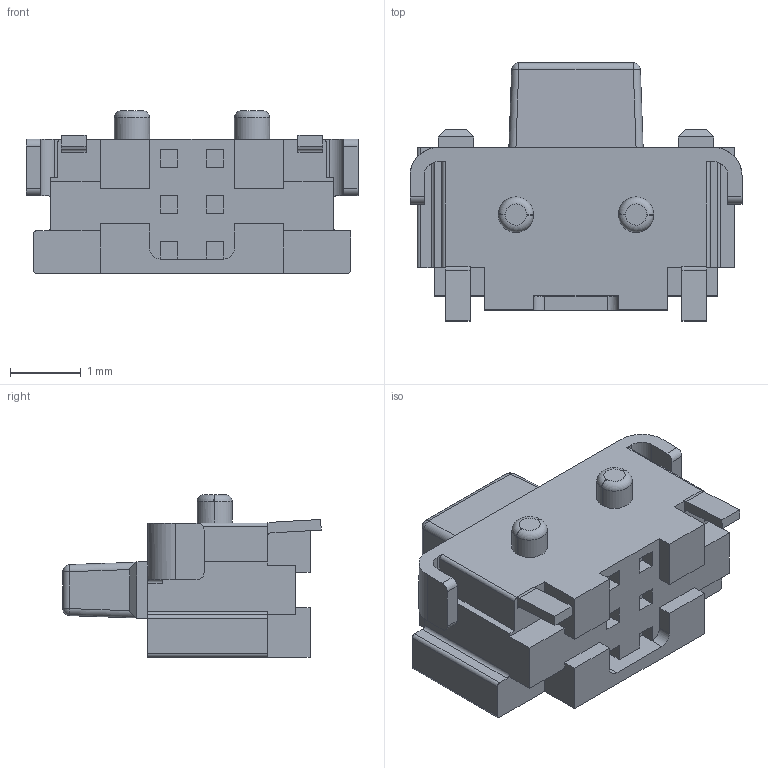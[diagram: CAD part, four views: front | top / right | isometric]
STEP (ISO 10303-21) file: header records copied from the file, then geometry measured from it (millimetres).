
FILE_DESCRIPTION(('STEP AP242'),'1');
FILE_NAME('ts-1010-b-a.stp','2020-03-29T10:34:39',('TraceParts'),('TraceParts S.A.'),'Spatial InterOp 3D',' ',' ');
FILE_SCHEMA(('AP242_MANAGED_MODEL_BASED_3D_ENGINEERING_MIM_LF {1 0 10303 442 1 1 4}'));
Length unit declared in the file: millimetre
Products named in the file (1): ts-1010-b-a
Bounding box: 4.7 x 3.66 x 2.3 mm (x, y, z)
Volume: 18.3 mm3; surface area: 59.3 mm2
Topology: 1 solids, 1 shells, 596 faces, 1669 edges, 1102 vertices
Faces by surface type: plane 543, cylinder 41, torus 8, sphere 4
Entity records: 18877 total; most frequent: CARTESIAN_POINT 3439, ORIENTED_EDGE 3338, DIRECTION 2948, EDGE_CURVE 1669, LINE 1562, VECTOR 1562, VERTEX_POINT 1102, AXIS2_PLACEMENT_3D 693
